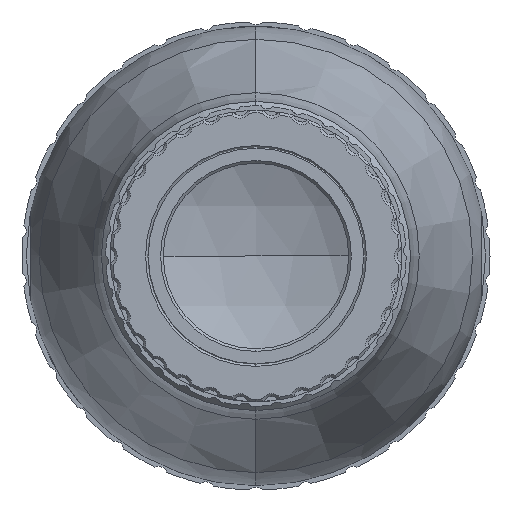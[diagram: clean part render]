
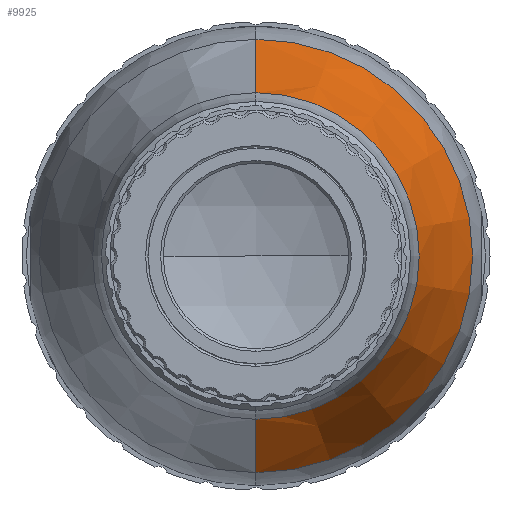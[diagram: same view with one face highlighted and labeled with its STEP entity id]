
A CAD part, left-side view. The second image highlights one B-rep face of the part: STEP entity #9925.
In plain terms, the highlighted conical face has half-angle 19.702 degrees and reference radius 18.49 mm.
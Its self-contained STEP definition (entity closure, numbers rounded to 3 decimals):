
#3753 = EDGE_LOOP ( 'NONE', ( #9079, #9080, #9081, #9078 ) ) ;
#7525 = CARTESIAN_POINT ( 'NONE',  ( 6.554, 14.709, 24.536 ) ) ;
#7528 = CARTESIAN_POINT ( 'NONE',  ( 6.554, 14.709, -24.536 ) ) ;
#7529 = CARTESIAN_POINT ( 'NONE',  ( -10.33, 14.709, -18.49 ) ) ;
#7532 = CARTESIAN_POINT ( 'NONE',  ( -10.33, 14.709, 18.49 ) ) ;
#7930 = FACE_OUTER_BOUND ( 'NONE', #3753, .T. ) ;
#7937 = AXIS2_PLACEMENT_3D ( 'NONE', #16373, #16374, #16375 ) ;
#8116 = VECTOR ( 'NONE', #17053, 1000. ) ;
#8118 = VECTOR ( 'NONE', #17059, 1000. ) ;
#8120 = AXIS2_PLACEMENT_3D ( 'NONE', #17065, #17066, #17067 ) ;
#8162 = AXIS2_PLACEMENT_3D ( 'NONE', #17250, #17251, #17252 ) ;
#9078 = ORIENTED_EDGE ( 'NONE', *, *, #10052, .T. ) ;
#9079 = ORIENTED_EDGE ( 'NONE', *, *, #9999, .F. ) ;
#9080 = ORIENTED_EDGE ( 'NONE', *, *, #10004, .F. ) ;
#9081 = ORIENTED_EDGE ( 'NONE', *, *, #10001, .T. ) ;
#9925 = ADVANCED_FACE ( 'NONE', ( #7930 ), #14640, .T. ) ;
#9999 = EDGE_CURVE ( 'NONE', #15842, #15835, #17051, .T. ) ;
#10001 = EDGE_CURVE ( 'NONE', #15839, #15838, #17057, .T. ) ;
#10004 = EDGE_CURVE ( 'NONE', #15839, #15842, #14697, .T. ) ;
#10052 = EDGE_CURVE ( 'NONE', #15838, #15835, #14724, .T. ) ;
#14640 = CONICAL_SURFACE ( 'NONE', #7937, 18.49, 0.344 ) ;
#14697 = CIRCLE ( 'NONE', #8120, 18.49 ) ;
#14724 = CIRCLE ( 'NONE', #8162, 24.536 ) ;
#15835 = VERTEX_POINT ( 'NONE', #7525 ) ;
#15838 = VERTEX_POINT ( 'NONE', #7528 ) ;
#15839 = VERTEX_POINT ( 'NONE', #7529 ) ;
#15842 = VERTEX_POINT ( 'NONE', #7532 ) ;
#16373 = CARTESIAN_POINT ( 'NONE',  ( -10.33, 14.709, 0. ) ) ;
#16374 = DIRECTION ( 'NONE',  ( 1., 0., 0. ) ) ;
#16375 = DIRECTION ( 'NONE',  ( 0., 0., -1. ) ) ;
#17051 = LINE ( 'NONE', #17052, #8116 ) ;
#17052 = CARTESIAN_POINT ( 'NONE',  ( -10.33, 14.709, 18.49 ) ) ;
#17053 = DIRECTION ( 'NONE',  ( 0.941, 0., 0.337 ) ) ;
#17057 = LINE ( 'NONE', #17058, #8118 ) ;
#17058 = CARTESIAN_POINT ( 'NONE',  ( -10.33, 14.709, -18.49 ) ) ;
#17059 = DIRECTION ( 'NONE',  ( 0.941, 0., -0.337 ) ) ;
#17065 = CARTESIAN_POINT ( 'NONE',  ( -10.33, 14.709, 0. ) ) ;
#17066 = DIRECTION ( 'NONE',  ( -1., 0., 0. ) ) ;
#17067 = DIRECTION ( 'NONE',  ( 0., 0., 1. ) ) ;
#17250 = CARTESIAN_POINT ( 'NONE',  ( 6.554, 14.709, 0. ) ) ;
#17251 = DIRECTION ( 'NONE',  ( -1., 0., 0. ) ) ;
#17252 = DIRECTION ( 'NONE',  ( 0., 0., 1. ) ) ;
